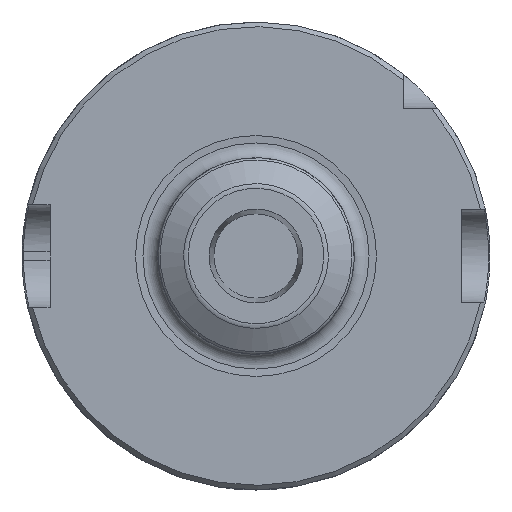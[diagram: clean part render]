
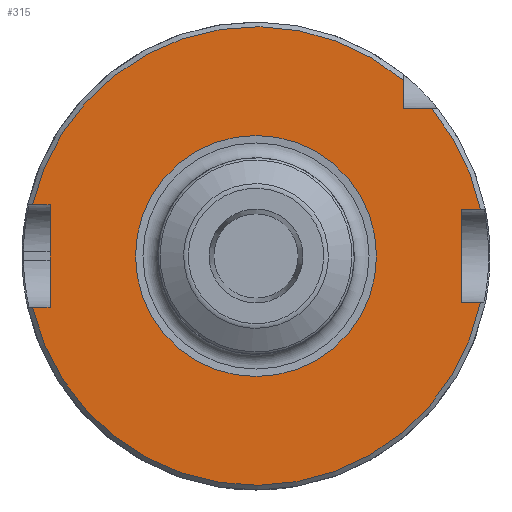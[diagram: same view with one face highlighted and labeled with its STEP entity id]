
A CAD part, left-side view. The second image highlights one B-rep face of the part: STEP entity #315.
In plain terms, the highlighted planar face has unit normal (-1, 0, 0).
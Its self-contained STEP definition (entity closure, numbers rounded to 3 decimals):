
#46=PLANE('',#1541);
#78=FACE_BOUND('',#492,.T.);
#79=FACE_BOUND('',#493,.T.);
#195=LINE('',#2474,#254);
#196=LINE('',#2476,#255);
#197=LINE('',#2478,#256);
#198=LINE('',#2482,#257);
#199=LINE('',#2484,#258);
#200=LINE('',#2486,#259);
#201=LINE('',#2487,#260);
#202=LINE('',#2489,#261);
#254=VECTOR('',#1764,1.);
#255=VECTOR('',#1765,1.);
#256=VECTOR('',#1766,1.);
#257=VECTOR('',#1769,1.);
#258=VECTOR('',#1770,1.);
#259=VECTOR('',#1771,1.);
#260=VECTOR('',#1772,1.);
#261=VECTOR('',#1773,1.);
#315=ADVANCED_FACE('',(#78,#79),#46,.F.);
#492=EDGE_LOOP('',(#762,#763,#764,#765,#766,#767,#768,#769,#770,#771,#772));
#493=EDGE_LOOP('',(#773));
#599=CIRCLE('',#1499,49.);
#601=CIRCLE('',#1502,49.);
#621=CIRCLE('',#1539,49.);
#622=CIRCLE('',#1540,25.745);
#762=ORIENTED_EDGE('',*,*,#1292,.F.);
#763=ORIENTED_EDGE('',*,*,#1293,.F.);
#764=ORIENTED_EDGE('',*,*,#1294,.F.);
#765=ORIENTED_EDGE('',*,*,#1295,.T.);
#766=ORIENTED_EDGE('',*,*,#1296,.F.);
#767=ORIENTED_EDGE('',*,*,#1297,.F.);
#768=ORIENTED_EDGE('',*,*,#1298,.F.);
#769=ORIENTED_EDGE('',*,*,#1222,.T.);
#770=ORIENTED_EDGE('',*,*,#1299,.F.);
#771=ORIENTED_EDGE('',*,*,#1300,.F.);
#772=ORIENTED_EDGE('',*,*,#1226,.T.);
#773=ORIENTED_EDGE('',*,*,#1301,.F.);
#1075=VERTEX_POINT('',#2060);
#1078=VERTEX_POINT('',#2072);
#1082=VERTEX_POINT('',#2087);
#1083=VERTEX_POINT('',#2089);
#1132=VERTEX_POINT('',#2475);
#1133=VERTEX_POINT('',#2477);
#1134=VERTEX_POINT('',#2479);
#1135=VERTEX_POINT('',#2481);
#1136=VERTEX_POINT('',#2483);
#1137=VERTEX_POINT('',#2485);
#1138=VERTEX_POINT('',#2488);
#1139=VERTEX_POINT('',#2491);
#1222=EDGE_CURVE('',#1075,#1078,#599,.T.);
#1226=EDGE_CURVE('',#1083,#1082,#601,.T.);
#1292=EDGE_CURVE('',#1132,#1082,#195,.T.);
#1293=EDGE_CURVE('',#1133,#1132,#196,.T.);
#1294=EDGE_CURVE('',#1134,#1133,#197,.T.);
#1295=EDGE_CURVE('',#1134,#1135,#621,.T.);
#1296=EDGE_CURVE('',#1136,#1135,#198,.T.);
#1297=EDGE_CURVE('',#1137,#1136,#199,.T.);
#1298=EDGE_CURVE('',#1075,#1137,#200,.T.);
#1299=EDGE_CURVE('',#1138,#1078,#201,.T.);
#1300=EDGE_CURVE('',#1083,#1138,#202,.T.);
#1301=EDGE_CURVE('',#1139,#1139,#622,.T.);
#1499=AXIS2_PLACEMENT_3D('',#2073,#1668,#1669);
#1502=AXIS2_PLACEMENT_3D('',#2088,#1674,#1675);
#1539=AXIS2_PLACEMENT_3D('',#2480,#1767,#1768);
#1540=AXIS2_PLACEMENT_3D('',#2490,#1774,#1775);
#1541=AXIS2_PLACEMENT_3D('',#2492,#1776,#1777);
#1668=DIRECTION('',(-1.,0.,0.));
#1669=DIRECTION('',(0.,0.,-1.));
#1674=DIRECTION('',(-1.,0.,0.));
#1675=DIRECTION('',(0.,0.,-1.));
#1764=DIRECTION('',(0.,1.,0.));
#1765=DIRECTION('',(0.,0.,1.));
#1766=DIRECTION('',(0.,-1.,0.));
#1767=DIRECTION('',(-1.,0.,0.));
#1768=DIRECTION('',(0.,0.,-1.));
#1769=DIRECTION('',(0.,-1.,0.));
#1770=DIRECTION('',(0.,0.,-1.));
#1771=DIRECTION('',(0.,1.,0.));
#1772=DIRECTION('',(0.,-1.,0.));
#1773=DIRECTION('',(0.,0.,-1.));
#1774=DIRECTION('',(-1.,0.,0.));
#1775=DIRECTION('',(0.,0.,1.));
#1776=DIRECTION('',(1.,0.,0.));
#1777=DIRECTION('',(0.,0.,-1.));
#2060=CARTESIAN_POINT('',(59.,-47.969,10.));
#2072=CARTESIAN_POINT('',(59.,-37.533,31.5));
#2073=CARTESIAN_POINT('',(59.,0.,0.));
#2087=CARTESIAN_POINT('',(59.,47.749,11.));
#2088=CARTESIAN_POINT('',(59.,0.,0.));
#2089=CARTESIAN_POINT('',(59.,-31.5,37.533));
#2474=CARTESIAN_POINT('',(59.,60.5,11.));
#2475=CARTESIAN_POINT('',(59.,44.,11.));
#2476=CARTESIAN_POINT('',(59.,44.,-1.));
#2477=CARTESIAN_POINT('',(59.,44.,-11.));
#2478=CARTESIAN_POINT('',(59.,60.5,-11.));
#2479=CARTESIAN_POINT('',(59.,47.749,-11.));
#2480=CARTESIAN_POINT('',(59.,0.,0.));
#2481=CARTESIAN_POINT('',(59.,-47.969,-10.));
#2482=CARTESIAN_POINT('',(59.,-60.5,-10.));
#2483=CARTESIAN_POINT('',(59.,-44.,-10.));
#2484=CARTESIAN_POINT('',(59.,-44.,0.));
#2485=CARTESIAN_POINT('',(59.,-44.,10.));
#2486=CARTESIAN_POINT('',(59.,-60.5,10.));
#2487=CARTESIAN_POINT('',(59.,-60.5,31.5));
#2488=CARTESIAN_POINT('',(59.,-31.5,31.5));
#2489=CARTESIAN_POINT('',(59.,-31.5,41.5));
#2490=CARTESIAN_POINT('',(59.,0.,0.));
#2491=CARTESIAN_POINT('',(59.,0.,25.745));
#2492=CARTESIAN_POINT('',(59.,0.,45.85));
